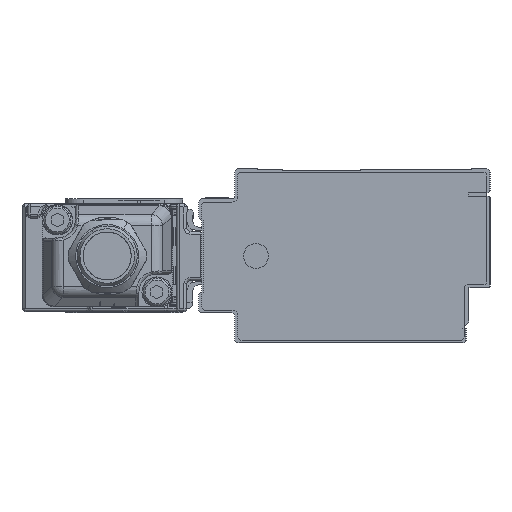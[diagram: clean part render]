
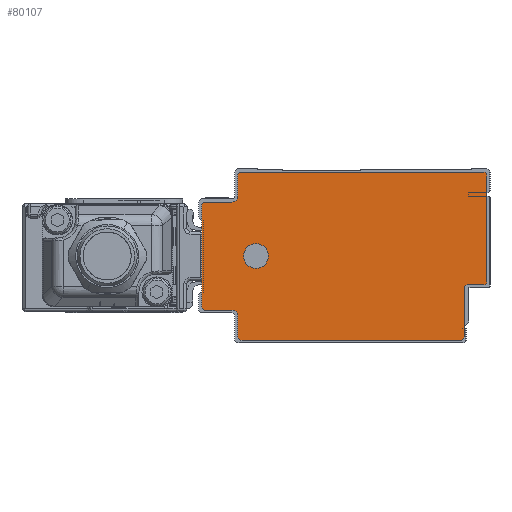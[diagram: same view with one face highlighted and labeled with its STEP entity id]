
A CAD part, left-side view. The second image highlights one B-rep face of the part: STEP entity #80107.
In plain terms, the highlighted planar face has unit normal (-1, 0, 0).
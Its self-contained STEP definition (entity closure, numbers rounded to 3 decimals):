
#78429=AXIS2_PLACEMENT_3D('Circle Axis2P3D',#78427,#78428,$) ;
#78467=AXIS2_PLACEMENT_3D('Circle Axis2P3D',#78465,#78466,$) ;
#78505=AXIS2_PLACEMENT_3D('Circle Axis2P3D',#78503,#78504,$) ;
#78543=AXIS2_PLACEMENT_3D('Circle Axis2P3D',#78541,#78542,$) ;
#79977=AXIS2_PLACEMENT_3D('Circle Axis2P3D',#79975,#79976,$) ;
#79997=AXIS2_PLACEMENT_3D('Plane Axis2P3D',#79994,#79995,#79996) ;
#80001=AXIS2_PLACEMENT_3D('Circle Axis2P3D',#79999,#80000,$) ;
#80015=AXIS2_PLACEMENT_3D('Circle Axis2P3D',#80013,#80014,$) ;
#80029=AXIS2_PLACEMENT_3D('Circle Axis2P3D',#80027,#80028,$) ;
#80043=AXIS2_PLACEMENT_3D('Circle Axis2P3D',#80041,#80042,$) ;
#80057=AXIS2_PLACEMENT_3D('Circle Axis2P3D',#80055,#80056,$) ;
#80091=AXIS2_PLACEMENT_3D('Circle Axis2P3D',#80089,#80090,$) ;
#80100=AXIS2_PLACEMENT_3D('Circle Axis2P3D',#80098,#80099,$) ;
#78385=CARTESIAN_POINT('Line Origine',(-1175.5,-3.5,19.1)) ;
#78389=CARTESIAN_POINT('Vertex',(-1175.5,-3.5,28.)) ;
#78391=CARTESIAN_POINT('Vertex',(-1175.5,-3.5,10.2)) ;
#78427=CARTESIAN_POINT('Axis2P3D Location',(-1175.5,-3.,28.)) ;
#78431=CARTESIAN_POINT('Vertex',(-1175.5,-3.,28.5)) ;
#78446=CARTESIAN_POINT('Line Origine',(-1175.5,17.25,28.5)) ;
#78450=CARTESIAN_POINT('Vertex',(-1175.5,37.5,28.5)) ;
#78465=CARTESIAN_POINT('Axis2P3D Location',(-1175.5,37.5,28.)) ;
#78469=CARTESIAN_POINT('Vertex',(-1175.5,38.,28.)) ;
#78484=CARTESIAN_POINT('Line Origine',(-1175.5,38.,26.25)) ;
#78488=CARTESIAN_POINT('Vertex',(-1175.5,38.,24.5)) ;
#78503=CARTESIAN_POINT('Axis2P3D Location',(-1175.5,39.,24.5)) ;
#78507=CARTESIAN_POINT('Vertex',(-1175.5,39.,23.5)) ;
#78522=CARTESIAN_POINT('Line Origine',(-1175.5,41.25,23.5)) ;
#78526=CARTESIAN_POINT('Vertex',(-1175.5,43.5,23.5)) ;
#78541=CARTESIAN_POINT('Axis2P3D Location',(-1175.5,43.5,23.)) ;
#78545=CARTESIAN_POINT('Vertex',(-1175.5,44.,23.)) ;
#78560=CARTESIAN_POINT('Line Origine',(-1175.5,44.,14.5)) ;
#78564=CARTESIAN_POINT('Vertex',(-1175.5,44.,6.)) ;
#79975=CARTESIAN_POINT('Axis2P3D Location',(-1175.5,-3.,10.2)) ;
#79979=CARTESIAN_POINT('Vertex',(-1175.5,-3.,9.7)) ;
#79994=CARTESIAN_POINT('Axis2P3D Location',(-1175.5,0.,0.)) ;
#79999=CARTESIAN_POINT('Axis2P3D Location',(-1175.5,43.5,6.)) ;
#80003=CARTESIAN_POINT('Vertex',(-1175.5,43.5,5.5)) ;
#80006=CARTESIAN_POINT('Line Origine',(-1175.5,41.25,5.5)) ;
#80010=CARTESIAN_POINT('Vertex',(-1175.5,39.,5.5)) ;
#80013=CARTESIAN_POINT('Axis2P3D Location',(-1175.5,39.,4.5)) ;
#80017=CARTESIAN_POINT('Vertex',(-1175.5,38.,4.5)) ;
#80020=CARTESIAN_POINT('Line Origine',(-1175.5,38.,2.75)) ;
#80024=CARTESIAN_POINT('Vertex',(-1175.5,38.,1.)) ;
#80027=CARTESIAN_POINT('Axis2P3D Location',(-1175.5,37.5,1.)) ;
#80031=CARTESIAN_POINT('Vertex',(-1175.5,37.5,0.5)) ;
#80034=CARTESIAN_POINT('Line Origine',(-1175.5,19.15,0.5)) ;
#80038=CARTESIAN_POINT('Vertex',(-1175.5,0.8,0.5)) ;
#80041=CARTESIAN_POINT('Axis2P3D Location',(-1175.5,0.8,1.)) ;
#80045=CARTESIAN_POINT('Vertex',(-1175.5,0.3,1.)) ;
#80048=CARTESIAN_POINT('Line Origine',(-1175.5,0.3,5.1)) ;
#80052=CARTESIAN_POINT('Vertex',(-1175.5,0.3,9.2)) ;
#80055=CARTESIAN_POINT('Axis2P3D Location',(-1175.5,-0.2,9.2)) ;
#80059=CARTESIAN_POINT('Vertex',(-1175.5,-0.2,9.7)) ;
#80062=CARTESIAN_POINT('Line Origine',(-1175.5,-1.6,9.7)) ;
#80089=CARTESIAN_POINT('Axis2P3D Location',(-1175.5,35.,14.5)) ;
#80093=CARTESIAN_POINT('Vertex',(-1175.5,33.186,13.509)) ;
#80095=CARTESIAN_POINT('Vertex',(-1175.5,36.814,15.491)) ;
#80098=CARTESIAN_POINT('Axis2P3D Location',(-1175.5,35.,14.5)) ;
#78386=DIRECTION('Vector Direction',(0.,0.,-1.)) ;
#78428=DIRECTION('Axis2P3D Direction',(1.,0.,0.)) ;
#78447=DIRECTION('Vector Direction',(0.,1.,0.)) ;
#78466=DIRECTION('Axis2P3D Direction',(1.,0.,0.)) ;
#78485=DIRECTION('Vector Direction',(0.,0.,1.)) ;
#78504=DIRECTION('Axis2P3D Direction',(1.,0.,0.)) ;
#78523=DIRECTION('Vector Direction',(0.,1.,0.)) ;
#78542=DIRECTION('Axis2P3D Direction',(1.,0.,0.)) ;
#78561=DIRECTION('Vector Direction',(0.,0.,1.)) ;
#79976=DIRECTION('Axis2P3D Direction',(1.,0.,0.)) ;
#79995=DIRECTION('Axis2P3D Direction',(1.,0.,0.)) ;
#79996=DIRECTION('Axis2P3D XDirection',(0.,1.,0.)) ;
#80000=DIRECTION('Axis2P3D Direction',(1.,0.,0.)) ;
#80007=DIRECTION('Vector Direction',(0.,-1.,0.)) ;
#80014=DIRECTION('Axis2P3D Direction',(1.,0.,0.)) ;
#80021=DIRECTION('Vector Direction',(0.,0.,1.)) ;
#80028=DIRECTION('Axis2P3D Direction',(1.,0.,0.)) ;
#80035=DIRECTION('Vector Direction',(0.,-1.,0.)) ;
#80042=DIRECTION('Axis2P3D Direction',(1.,0.,0.)) ;
#80049=DIRECTION('Vector Direction',(0.,0.,-1.)) ;
#80056=DIRECTION('Axis2P3D Direction',(1.,0.,0.)) ;
#80063=DIRECTION('Vector Direction',(0.,1.,0.)) ;
#80090=DIRECTION('Axis2P3D Direction',(1.,0.,0.)) ;
#80099=DIRECTION('Axis2P3D Direction',(1.,0.,0.)) ;
#78387=VECTOR('Line Direction',#78386,1.) ;
#78448=VECTOR('Line Direction',#78447,1.) ;
#78486=VECTOR('Line Direction',#78485,1.) ;
#78524=VECTOR('Line Direction',#78523,1.) ;
#78562=VECTOR('Line Direction',#78561,1.) ;
#80008=VECTOR('Line Direction',#80007,1.) ;
#80022=VECTOR('Line Direction',#80021,1.) ;
#80036=VECTOR('Line Direction',#80035,1.) ;
#80050=VECTOR('Line Direction',#80049,1.) ;
#80064=VECTOR('Line Direction',#80063,1.) ;
#80068=ORIENTED_EDGE('',*,*,#78452,.F.) ;
#80069=ORIENTED_EDGE('',*,*,#78471,.F.) ;
#80070=ORIENTED_EDGE('',*,*,#78490,.F.) ;
#80071=ORIENTED_EDGE('',*,*,#78509,.F.) ;
#80072=ORIENTED_EDGE('',*,*,#78528,.F.) ;
#80073=ORIENTED_EDGE('',*,*,#78547,.F.) ;
#80074=ORIENTED_EDGE('',*,*,#78566,.F.) ;
#80075=ORIENTED_EDGE('',*,*,#80005,.F.) ;
#80076=ORIENTED_EDGE('',*,*,#80012,.F.) ;
#80077=ORIENTED_EDGE('',*,*,#80019,.F.) ;
#80078=ORIENTED_EDGE('',*,*,#80026,.F.) ;
#80079=ORIENTED_EDGE('',*,*,#80033,.F.) ;
#80080=ORIENTED_EDGE('',*,*,#80040,.F.) ;
#80081=ORIENTED_EDGE('',*,*,#80047,.F.) ;
#80082=ORIENTED_EDGE('',*,*,#80054,.F.) ;
#80083=ORIENTED_EDGE('',*,*,#80061,.F.) ;
#80084=ORIENTED_EDGE('',*,*,#80066,.F.) ;
#80085=ORIENTED_EDGE('',*,*,#79981,.F.) ;
#80086=ORIENTED_EDGE('',*,*,#78393,.F.) ;
#80087=ORIENTED_EDGE('',*,*,#78433,.F.) ;
#80104=ORIENTED_EDGE('',*,*,#80097,.T.) ;
#80105=ORIENTED_EDGE('',*,*,#80102,.T.) ;
#80106=FACE_BOUND('',#80103,.T.) ;
#80107=ADVANCED_FACE('\X2\FF8EFF9EFF83FF9EFF68FF70\X0\.2',(#80088,#80106),#79998,.F.) ;
#78430=CIRCLE('generated circle',#78429,0.5) ;
#78468=CIRCLE('generated circle',#78467,0.5) ;
#78506=CIRCLE('generated circle',#78505,1.) ;
#78544=CIRCLE('generated circle',#78543,0.5) ;
#79978=CIRCLE('generated circle',#79977,0.5) ;
#80002=CIRCLE('generated circle',#80001,0.5) ;
#80016=CIRCLE('generated circle',#80015,1.) ;
#80030=CIRCLE('generated circle',#80029,0.5) ;
#80044=CIRCLE('generated circle',#80043,0.5) ;
#80058=CIRCLE('generated circle',#80057,0.5) ;
#80092=CIRCLE('generated circle',#80091,2.067) ;
#80101=CIRCLE('generated circle',#80100,2.067) ;
#78393=EDGE_CURVE('',#78390,#78392,#78388,.T.) ;
#78433=EDGE_CURVE('',#78432,#78390,#78430,.T.) ;
#78452=EDGE_CURVE('',#78451,#78432,#78449,.F.) ;
#78471=EDGE_CURVE('',#78470,#78451,#78468,.T.) ;
#78490=EDGE_CURVE('',#78489,#78470,#78487,.T.) ;
#78509=EDGE_CURVE('',#78508,#78489,#78506,.F.) ;
#78528=EDGE_CURVE('',#78527,#78508,#78525,.F.) ;
#78547=EDGE_CURVE('',#78546,#78527,#78544,.T.) ;
#78566=EDGE_CURVE('',#78565,#78546,#78563,.T.) ;
#79981=EDGE_CURVE('',#78392,#79980,#79978,.T.) ;
#80005=EDGE_CURVE('',#80004,#78565,#80002,.T.) ;
#80012=EDGE_CURVE('',#80011,#80004,#80009,.F.) ;
#80019=EDGE_CURVE('',#80018,#80011,#80016,.F.) ;
#80026=EDGE_CURVE('',#80025,#80018,#80023,.T.) ;
#80033=EDGE_CURVE('',#80032,#80025,#80030,.T.) ;
#80040=EDGE_CURVE('',#80039,#80032,#80037,.F.) ;
#80047=EDGE_CURVE('',#80046,#80039,#80044,.T.) ;
#80054=EDGE_CURVE('',#80053,#80046,#80051,.T.) ;
#80061=EDGE_CURVE('',#80060,#80053,#80058,.F.) ;
#80066=EDGE_CURVE('',#79980,#80060,#80065,.T.) ;
#80097=EDGE_CURVE('',#80094,#80096,#80092,.T.) ;
#80102=EDGE_CURVE('',#80096,#80094,#80101,.T.) ;
#80067=EDGE_LOOP('',(#80068,#80069,#80070,#80071,#80072,#80073,#80074,#80075,#80076,#80077,#80078,#80079,#80080,#80081,#80082,#80083,#80084,#80085,#80086,#80087)) ;
#80103=EDGE_LOOP('',(#80104,#80105)) ;
#80088=FACE_OUTER_BOUND('',#80067,.T.) ;
#78388=LINE('Line',#78385,#78387) ;
#78449=LINE('Line',#78446,#78448) ;
#78487=LINE('Line',#78484,#78486) ;
#78525=LINE('Line',#78522,#78524) ;
#78563=LINE('Line',#78560,#78562) ;
#80009=LINE('Line',#80006,#80008) ;
#80023=LINE('Line',#80020,#80022) ;
#80037=LINE('Line',#80034,#80036) ;
#80051=LINE('Line',#80048,#80050) ;
#80065=LINE('Line',#80062,#80064) ;
#79998=PLANE('Plane',#79997) ;
#78390=VERTEX_POINT('',#78389) ;
#78392=VERTEX_POINT('',#78391) ;
#78432=VERTEX_POINT('',#78431) ;
#78451=VERTEX_POINT('',#78450) ;
#78470=VERTEX_POINT('',#78469) ;
#78489=VERTEX_POINT('',#78488) ;
#78508=VERTEX_POINT('',#78507) ;
#78527=VERTEX_POINT('',#78526) ;
#78546=VERTEX_POINT('',#78545) ;
#78565=VERTEX_POINT('',#78564) ;
#79980=VERTEX_POINT('',#79979) ;
#80004=VERTEX_POINT('',#80003) ;
#80011=VERTEX_POINT('',#80010) ;
#80018=VERTEX_POINT('',#80017) ;
#80025=VERTEX_POINT('',#80024) ;
#80032=VERTEX_POINT('',#80031) ;
#80039=VERTEX_POINT('',#80038) ;
#80046=VERTEX_POINT('',#80045) ;
#80053=VERTEX_POINT('',#80052) ;
#80060=VERTEX_POINT('',#80059) ;
#80094=VERTEX_POINT('',#80093) ;
#80096=VERTEX_POINT('',#80095) ;
